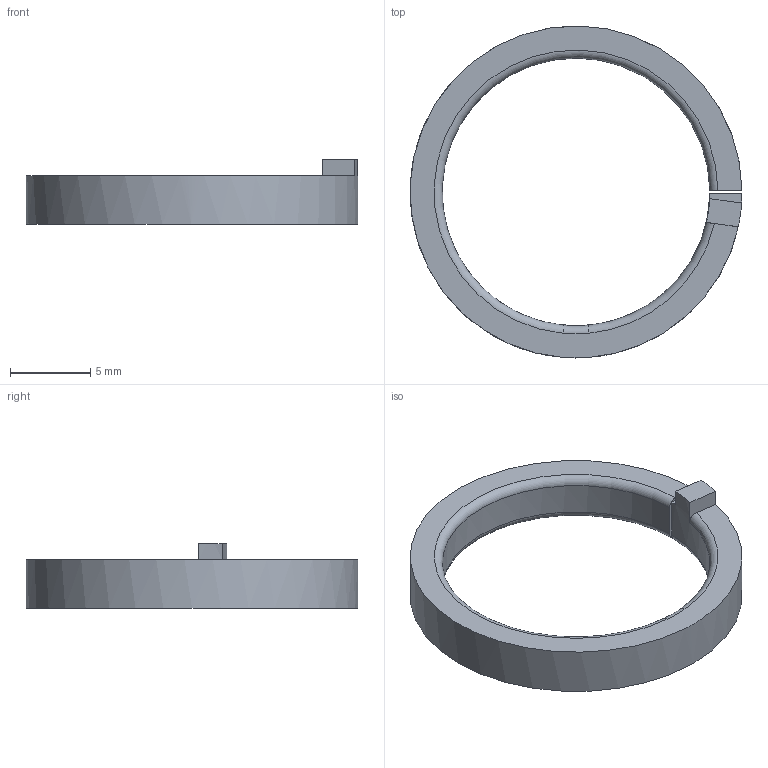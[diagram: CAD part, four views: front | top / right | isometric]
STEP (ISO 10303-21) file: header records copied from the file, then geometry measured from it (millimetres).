
FILE_DESCRIPTION(('FreeCAD Model'),'2;1');
FILE_NAME('Open CASCADE Shape Model','2026-01-17T18:08:42',('Author'),( ''),'Open CASCADE STEP processor 7.9','FreeCAD','Unknown');
FILE_SCHEMA(('CONFIG_CONTROL_DESIGN','SHAPE_APPEARANCE_LAYER_MIM'));
Length unit declared in the file: millimetre
Products named in the file (1): Body
Bounding box: 20.7 x 20.7 x 4 mm (x, y, z)
Volume: 349 mm3; surface area: 582.5 mm2
Topology: 1 solids, 1 shells, 14 faces, 41 edges, 29 vertices
Faces by surface type: plane 8, torus 4, cylinder 2
Entity records: 1367 total; most frequent: CARTESIAN_POINT 497, DIRECTION 158, ORIENTED_EDGE 82, PCURVE 82, DEFINITIONAL_REPRESENTATION 82, LINE 77, VECTOR 77, EDGE_CURVE 41
